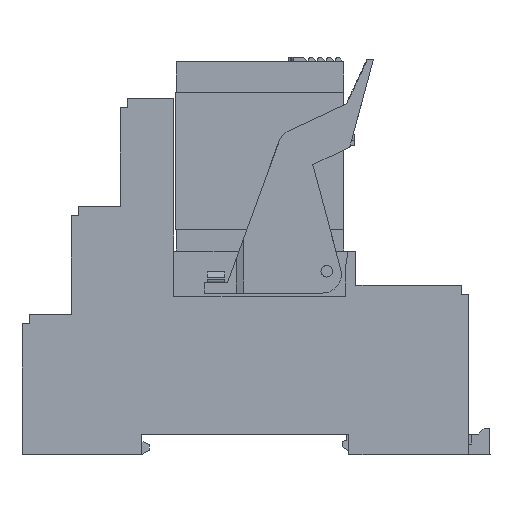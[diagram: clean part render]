
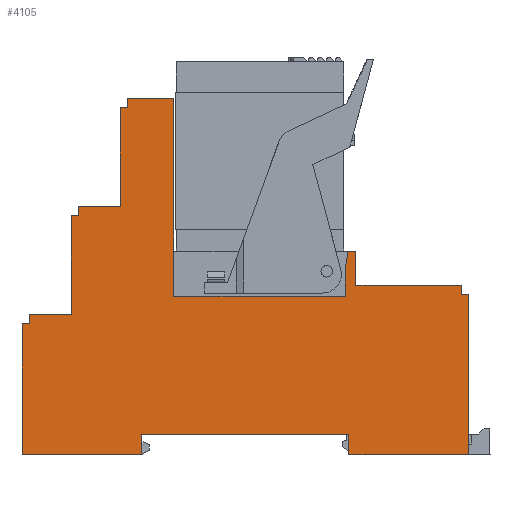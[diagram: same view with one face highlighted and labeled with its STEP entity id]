
A CAD part, left-side view. The second image highlights one B-rep face of the part: STEP entity #4105.
In plain terms, the highlighted planar face has unit normal (-1, 0, 0).
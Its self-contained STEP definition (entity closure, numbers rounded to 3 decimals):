
#3910=AXIS2_PLACEMENT_3D('Plane Axis2P3D',#3907,#3908,#3909) ;
#2627=CARTESIAN_POINT('Vertex',(0.,24.322,34.85)) ;
#2630=CARTESIAN_POINT('Line Origine',(0.,23.636,34.85)) ;
#2634=CARTESIAN_POINT('Vertex',(0.,22.95,34.85)) ;
#3581=CARTESIAN_POINT('Vertex',(0.,54.15,61.)) ;
#3586=CARTESIAN_POINT('Line Origine',(0.,54.15,44.05)) ;
#3590=CARTESIAN_POINT('Vertex',(0.,54.15,27.1)) ;
#3891=CARTESIAN_POINT('Vertex',(0.,24.75,32.)) ;
#3894=CARTESIAN_POINT('Line Origine',(0.,24.536,33.425)) ;
#3907=CARTESIAN_POINT('Axis2P3D Location',(0.,0.,0.)) ;
#3912=CARTESIAN_POINT('Line Origine',(0.,24.15,1.75)) ;
#3916=CARTESIAN_POINT('Vertex',(0.,24.15,3.5)) ;
#3918=CARTESIAN_POINT('Vertex',(0.,24.15,0.)) ;
#3921=CARTESIAN_POINT('Line Origine',(0.,13.95,0.)) ;
#3925=CARTESIAN_POINT('Vertex',(0.,3.75,0.)) ;
#3928=CARTESIAN_POINT('Line Origine',(0.,3.75,13.7)) ;
#3932=CARTESIAN_POINT('Vertex',(0.,3.75,27.4)) ;
#3935=CARTESIAN_POINT('Line Origine',(0.,4.35,27.4)) ;
#3939=CARTESIAN_POINT('Vertex',(0.,4.95,27.4)) ;
#3942=CARTESIAN_POINT('Line Origine',(0.,4.95,28.2)) ;
#3946=CARTESIAN_POINT('Vertex',(0.,4.95,29.)) ;
#3949=CARTESIAN_POINT('Line Origine',(0.,13.95,29.)) ;
#3953=CARTESIAN_POINT('Vertex',(0.,22.95,29.)) ;
#3956=CARTESIAN_POINT('Line Origine',(0.,22.95,31.925)) ;
#3961=CARTESIAN_POINT('Line Origine',(0.,24.75,29.55)) ;
#3965=CARTESIAN_POINT('Vertex',(0.,24.75,27.1)) ;
#3968=CARTESIAN_POINT('Line Origine',(0.,39.45,27.1)) ;
#3973=CARTESIAN_POINT('Line Origine',(0.,58.15,61.)) ;
#3977=CARTESIAN_POINT('Vertex',(0.,62.15,61.)) ;
#3980=CARTESIAN_POINT('Line Origine',(0.,62.15,60.2)) ;
#3984=CARTESIAN_POINT('Vertex',(0.,62.15,59.4)) ;
#3987=CARTESIAN_POINT('Line Origine',(0.,62.75,59.4)) ;
#3991=CARTESIAN_POINT('Vertex',(0.,63.35,59.4)) ;
#3994=CARTESIAN_POINT('Line Origine',(0.,63.35,50.95)) ;
#3998=CARTESIAN_POINT('Vertex',(0.,63.35,42.5)) ;
#4001=CARTESIAN_POINT('Line Origine',(0.,66.95,42.5)) ;
#4005=CARTESIAN_POINT('Vertex',(0.,70.55,42.5)) ;
#4008=CARTESIAN_POINT('Line Origine',(0.,70.55,41.7)) ;
#4012=CARTESIAN_POINT('Vertex',(0.,70.55,40.9)) ;
#4015=CARTESIAN_POINT('Line Origine',(0.,71.15,40.9)) ;
#4019=CARTESIAN_POINT('Vertex',(0.,71.75,40.9)) ;
#4022=CARTESIAN_POINT('Line Origine',(0.,71.75,32.45)) ;
#4026=CARTESIAN_POINT('Vertex',(0.,71.75,24.)) ;
#4029=CARTESIAN_POINT('Line Origine',(0.,75.35,24.)) ;
#4033=CARTESIAN_POINT('Vertex',(0.,78.95,24.)) ;
#4036=CARTESIAN_POINT('Line Origine',(0.,78.95,23.2)) ;
#4040=CARTESIAN_POINT('Vertex',(0.,78.95,22.4)) ;
#4043=CARTESIAN_POINT('Line Origine',(0.,79.55,22.4)) ;
#4047=CARTESIAN_POINT('Vertex',(0.,80.15,22.4)) ;
#4050=CARTESIAN_POINT('Line Origine',(0.,80.15,11.2)) ;
#4054=CARTESIAN_POINT('Vertex',(0.,80.15,0.)) ;
#4057=CARTESIAN_POINT('Line Origine',(0.,69.95,0.)) ;
#4061=CARTESIAN_POINT('Vertex',(0.,59.75,0.)) ;
#4064=CARTESIAN_POINT('Line Origine',(0.,59.75,1.75)) ;
#4068=CARTESIAN_POINT('Vertex',(0.,59.75,3.5)) ;
#4071=CARTESIAN_POINT('Line Origine',(0.,41.95,3.5)) ;
#2631=DIRECTION('Vector Direction',(0.,-1.,0.)) ;
#3587=DIRECTION('Vector Direction',(0.,0.,-1.)) ;
#3895=DIRECTION('Vector Direction',(0.,-0.148,0.989)) ;
#3908=DIRECTION('Axis2P3D Direction',(-1.,0.,0.)) ;
#3909=DIRECTION('Axis2P3D XDirection',(0.,-1.,0.)) ;
#3913=DIRECTION('Vector Direction',(0.,0.,1.)) ;
#3922=DIRECTION('Vector Direction',(0.,1.,0.)) ;
#3929=DIRECTION('Vector Direction',(0.,0.,-1.)) ;
#3936=DIRECTION('Vector Direction',(0.,-1.,0.)) ;
#3943=DIRECTION('Vector Direction',(0.,0.,-1.)) ;
#3950=DIRECTION('Vector Direction',(0.,-1.,0.)) ;
#3957=DIRECTION('Vector Direction',(0.,0.,-1.)) ;
#3962=DIRECTION('Vector Direction',(0.,0.,1.)) ;
#3969=DIRECTION('Vector Direction',(0.,-1.,0.)) ;
#3974=DIRECTION('Vector Direction',(0.,-1.,0.)) ;
#3981=DIRECTION('Vector Direction',(0.,0.,1.)) ;
#3988=DIRECTION('Vector Direction',(0.,-1.,0.)) ;
#3995=DIRECTION('Vector Direction',(0.,0.,1.)) ;
#4002=DIRECTION('Vector Direction',(0.,-1.,0.)) ;
#4009=DIRECTION('Vector Direction',(0.,0.,1.)) ;
#4016=DIRECTION('Vector Direction',(0.,-1.,0.)) ;
#4023=DIRECTION('Vector Direction',(0.,0.,1.)) ;
#4030=DIRECTION('Vector Direction',(0.,-1.,0.)) ;
#4037=DIRECTION('Vector Direction',(0.,0.,1.)) ;
#4044=DIRECTION('Vector Direction',(0.,-1.,0.)) ;
#4051=DIRECTION('Vector Direction',(0.,0.,1.)) ;
#4058=DIRECTION('Vector Direction',(0.,1.,0.)) ;
#4065=DIRECTION('Vector Direction',(0.,0.,-1.)) ;
#4072=DIRECTION('Vector Direction',(0.,1.,0.)) ;
#2632=VECTOR('Line Direction',#2631,1.) ;
#3588=VECTOR('Line Direction',#3587,1.) ;
#3896=VECTOR('Line Direction',#3895,1.) ;
#3914=VECTOR('Line Direction',#3913,1.) ;
#3923=VECTOR('Line Direction',#3922,1.) ;
#3930=VECTOR('Line Direction',#3929,1.) ;
#3937=VECTOR('Line Direction',#3936,1.) ;
#3944=VECTOR('Line Direction',#3943,1.) ;
#3951=VECTOR('Line Direction',#3950,1.) ;
#3958=VECTOR('Line Direction',#3957,1.) ;
#3963=VECTOR('Line Direction',#3962,1.) ;
#3970=VECTOR('Line Direction',#3969,1.) ;
#3975=VECTOR('Line Direction',#3974,1.) ;
#3982=VECTOR('Line Direction',#3981,1.) ;
#3989=VECTOR('Line Direction',#3988,1.) ;
#3996=VECTOR('Line Direction',#3995,1.) ;
#4003=VECTOR('Line Direction',#4002,1.) ;
#4010=VECTOR('Line Direction',#4009,1.) ;
#4017=VECTOR('Line Direction',#4016,1.) ;
#4024=VECTOR('Line Direction',#4023,1.) ;
#4031=VECTOR('Line Direction',#4030,1.) ;
#4038=VECTOR('Line Direction',#4037,1.) ;
#4045=VECTOR('Line Direction',#4044,1.) ;
#4052=VECTOR('Line Direction',#4051,1.) ;
#4059=VECTOR('Line Direction',#4058,1.) ;
#4066=VECTOR('Line Direction',#4065,1.) ;
#4073=VECTOR('Line Direction',#4072,1.) ;
#4077=ORIENTED_EDGE('',*,*,#3920,.T.) ;
#4078=ORIENTED_EDGE('',*,*,#3927,.T.) ;
#4079=ORIENTED_EDGE('',*,*,#3934,.T.) ;
#4080=ORIENTED_EDGE('',*,*,#3941,.T.) ;
#4081=ORIENTED_EDGE('',*,*,#3948,.T.) ;
#4082=ORIENTED_EDGE('',*,*,#3955,.T.) ;
#4083=ORIENTED_EDGE('',*,*,#3960,.T.) ;
#4084=ORIENTED_EDGE('',*,*,#2636,.T.) ;
#4085=ORIENTED_EDGE('',*,*,#3898,.T.) ;
#4086=ORIENTED_EDGE('',*,*,#3967,.T.) ;
#4087=ORIENTED_EDGE('',*,*,#3972,.T.) ;
#4088=ORIENTED_EDGE('',*,*,#3592,.T.) ;
#4089=ORIENTED_EDGE('',*,*,#3979,.T.) ;
#4090=ORIENTED_EDGE('',*,*,#3986,.T.) ;
#4091=ORIENTED_EDGE('',*,*,#3993,.T.) ;
#4092=ORIENTED_EDGE('',*,*,#4000,.T.) ;
#4093=ORIENTED_EDGE('',*,*,#4007,.T.) ;
#4094=ORIENTED_EDGE('',*,*,#4014,.T.) ;
#4095=ORIENTED_EDGE('',*,*,#4021,.T.) ;
#4096=ORIENTED_EDGE('',*,*,#4028,.T.) ;
#4097=ORIENTED_EDGE('',*,*,#4035,.T.) ;
#4098=ORIENTED_EDGE('',*,*,#4042,.T.) ;
#4099=ORIENTED_EDGE('',*,*,#4049,.T.) ;
#4100=ORIENTED_EDGE('',*,*,#4056,.T.) ;
#4101=ORIENTED_EDGE('',*,*,#4063,.T.) ;
#4102=ORIENTED_EDGE('',*,*,#4070,.T.) ;
#4103=ORIENTED_EDGE('',*,*,#4075,.T.) ;
#4105=ADVANCED_FACE('DRIKIT',(#4104),#3911,.T.) ;
#2636=EDGE_CURVE('',#2635,#2628,#2633,.F.) ;
#3592=EDGE_CURVE('',#3591,#3582,#3589,.F.) ;
#3898=EDGE_CURVE('',#2628,#3892,#3897,.F.) ;
#3920=EDGE_CURVE('',#3917,#3919,#3915,.F.) ;
#3927=EDGE_CURVE('',#3919,#3926,#3924,.F.) ;
#3934=EDGE_CURVE('',#3926,#3933,#3931,.F.) ;
#3941=EDGE_CURVE('',#3933,#3940,#3938,.F.) ;
#3948=EDGE_CURVE('',#3940,#3947,#3945,.F.) ;
#3955=EDGE_CURVE('',#3947,#3954,#3952,.F.) ;
#3960=EDGE_CURVE('',#3954,#2635,#3959,.F.) ;
#3967=EDGE_CURVE('',#3892,#3966,#3964,.F.) ;
#3972=EDGE_CURVE('',#3966,#3591,#3971,.F.) ;
#3979=EDGE_CURVE('',#3582,#3978,#3976,.F.) ;
#3986=EDGE_CURVE('',#3978,#3985,#3983,.F.) ;
#3993=EDGE_CURVE('',#3985,#3992,#3990,.F.) ;
#4000=EDGE_CURVE('',#3992,#3999,#3997,.F.) ;
#4007=EDGE_CURVE('',#3999,#4006,#4004,.F.) ;
#4014=EDGE_CURVE('',#4006,#4013,#4011,.F.) ;
#4021=EDGE_CURVE('',#4013,#4020,#4018,.F.) ;
#4028=EDGE_CURVE('',#4020,#4027,#4025,.F.) ;
#4035=EDGE_CURVE('',#4027,#4034,#4032,.F.) ;
#4042=EDGE_CURVE('',#4034,#4041,#4039,.F.) ;
#4049=EDGE_CURVE('',#4041,#4048,#4046,.F.) ;
#4056=EDGE_CURVE('',#4048,#4055,#4053,.F.) ;
#4063=EDGE_CURVE('',#4055,#4062,#4060,.F.) ;
#4070=EDGE_CURVE('',#4062,#4069,#4067,.F.) ;
#4075=EDGE_CURVE('',#4069,#3917,#4074,.F.) ;
#4076=EDGE_LOOP('',(#4077,#4078,#4079,#4080,#4081,#4082,#4083,#4084,#4085,#4086,#4087,#4088,#4089,#4090,#4091,#4092,#4093,#4094,#4095,#4096,#4097,#4098,#4099,#4100,#4101,#4102,#4103)) ;
#4104=FACE_OUTER_BOUND('',#4076,.T.) ;
#2633=LINE('Line',#2630,#2632) ;
#3589=LINE('Line',#3586,#3588) ;
#3897=LINE('Line',#3894,#3896) ;
#3915=LINE('Line',#3912,#3914) ;
#3924=LINE('Line',#3921,#3923) ;
#3931=LINE('Line',#3928,#3930) ;
#3938=LINE('Line',#3935,#3937) ;
#3945=LINE('Line',#3942,#3944) ;
#3952=LINE('Line',#3949,#3951) ;
#3959=LINE('Line',#3956,#3958) ;
#3964=LINE('Line',#3961,#3963) ;
#3971=LINE('Line',#3968,#3970) ;
#3976=LINE('Line',#3973,#3975) ;
#3983=LINE('Line',#3980,#3982) ;
#3990=LINE('Line',#3987,#3989) ;
#3997=LINE('Line',#3994,#3996) ;
#4004=LINE('Line',#4001,#4003) ;
#4011=LINE('Line',#4008,#4010) ;
#4018=LINE('Line',#4015,#4017) ;
#4025=LINE('Line',#4022,#4024) ;
#4032=LINE('Line',#4029,#4031) ;
#4039=LINE('Line',#4036,#4038) ;
#4046=LINE('Line',#4043,#4045) ;
#4053=LINE('Line',#4050,#4052) ;
#4060=LINE('Line',#4057,#4059) ;
#4067=LINE('Line',#4064,#4066) ;
#4074=LINE('Line',#4071,#4073) ;
#3911=PLANE('',#3910) ;
#2628=VERTEX_POINT('',#2627) ;
#2635=VERTEX_POINT('',#2634) ;
#3582=VERTEX_POINT('',#3581) ;
#3591=VERTEX_POINT('',#3590) ;
#3892=VERTEX_POINT('',#3891) ;
#3917=VERTEX_POINT('',#3916) ;
#3919=VERTEX_POINT('',#3918) ;
#3926=VERTEX_POINT('',#3925) ;
#3933=VERTEX_POINT('',#3932) ;
#3940=VERTEX_POINT('',#3939) ;
#3947=VERTEX_POINT('',#3946) ;
#3954=VERTEX_POINT('',#3953) ;
#3966=VERTEX_POINT('',#3965) ;
#3978=VERTEX_POINT('',#3977) ;
#3985=VERTEX_POINT('',#3984) ;
#3992=VERTEX_POINT('',#3991) ;
#3999=VERTEX_POINT('',#3998) ;
#4006=VERTEX_POINT('',#4005) ;
#4013=VERTEX_POINT('',#4012) ;
#4020=VERTEX_POINT('',#4019) ;
#4027=VERTEX_POINT('',#4026) ;
#4034=VERTEX_POINT('',#4033) ;
#4041=VERTEX_POINT('',#4040) ;
#4048=VERTEX_POINT('',#4047) ;
#4055=VERTEX_POINT('',#4054) ;
#4062=VERTEX_POINT('',#4061) ;
#4069=VERTEX_POINT('',#4068) ;
